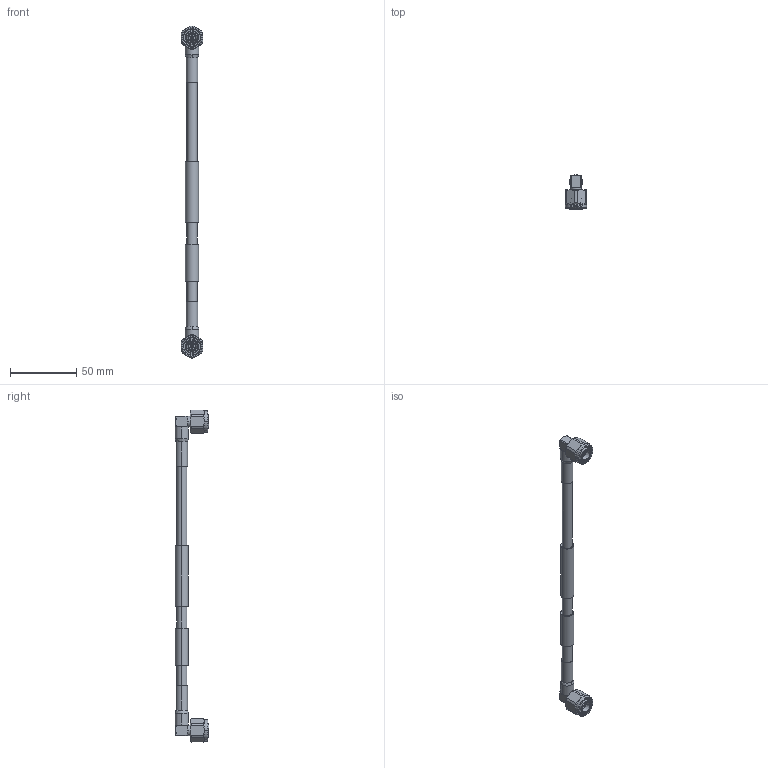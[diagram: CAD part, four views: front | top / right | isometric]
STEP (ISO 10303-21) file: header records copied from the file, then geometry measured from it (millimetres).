
FILE_DESCRIPTION (( 'STEP AP214' ), '1' );
FILE_NAME ('FMCA2271.step', '2021-02-09T19:11:23', ( '' ), ( '' ), 'SwSTEP 2.0', 'SolidWorks 2018', '' );
FILE_SCHEMA (( 'AUTOMOTIVE_DESIGN' ));
Length unit declared in the file: inch
Products named in the file (4): FMCA2271; Heat Shrink^FMCA2271; FM-1/4SFHC^FMCA2271; FMCN1714^FMCA2271
Assembly tree (5 placements, depth 2):
  FMCA2271
    FM-1/4SFHC^FMCA2271
    Heat Shrink^FMCA2271  x2
    FMCN1714^FMCA2271  x2
Bounding box: 16 x 25.43 x 249.96 mm (x, y, z)
Volume: 19586.7 mm3; surface area: 12179.9 mm2
Topology: 5 solids, 5 shells, 298 faces, 732 edges, 468 vertices
Faces by surface type: cylinder 116, plane 76, cone 54, bspline 28, torus 24
Entity records: 7607 total; most frequent: CARTESIAN_POINT 3958, ORIENTED_EDGE 762, DIRECTION 704, EDGE_CURVE 381, AXIS2_PLACEMENT_3D 300, VERTEX_POINT 244, EDGE_LOOP 175, FACE_OUTER_BOUND 157
